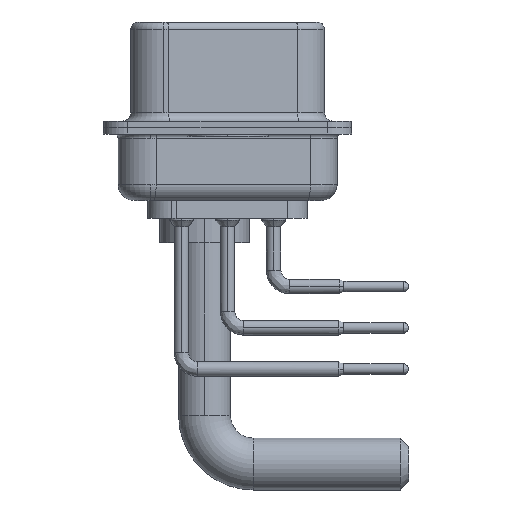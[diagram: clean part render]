
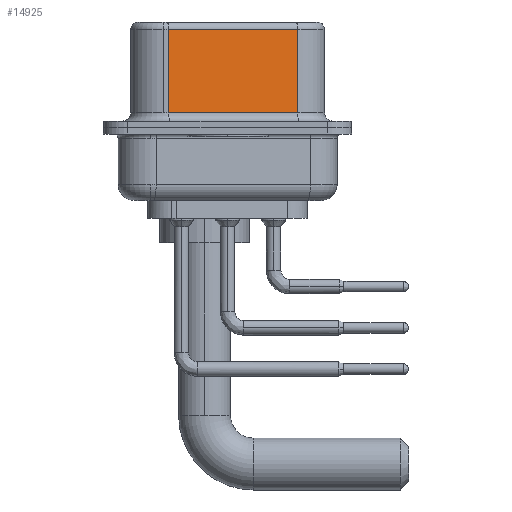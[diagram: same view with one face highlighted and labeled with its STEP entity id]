
A CAD part, left-side view. The second image highlights one B-rep face of the part: STEP entity #14925.
In plain terms, the highlighted planar face has unit normal (-0.985, -0.174, 0).
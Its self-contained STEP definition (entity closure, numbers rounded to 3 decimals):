
#91 = DIRECTION ( 'NONE',  ( -0.174, 0.985, 0. ) ) ;
#139 = VERTEX_POINT ( 'NONE', #12873 ) ;
#2169 = VERTEX_POINT ( 'NONE', #5854 ) ;
#2240 = DIRECTION ( 'NONE',  ( -0.174, 0.985, 0. ) ) ;
#2362 = PLANE ( 'NONE',  #14827 ) ;
#2537 = CARTESIAN_POINT ( 'NONE',  ( 5.132, -4.322, 6.52 ) ) ;
#2716 = FACE_OUTER_BOUND ( 'NONE', #19766, .T. ) ;
#2769 = EDGE_CURVE ( 'NONE', #2169, #16953, #26162, .T. ) ;
#5847 = CARTESIAN_POINT ( 'NONE',  ( 3.73, 3.628, 0.9 ) ) ;
#5854 = CARTESIAN_POINT ( 'NONE',  ( 5.132, -4.322, 6.02 ) ) ;
#8580 = ORIENTED_EDGE ( 'NONE', *, *, #2769, .F. ) ;
#8887 = VERTEX_POINT ( 'NONE', #5847 ) ;
#9676 = VECTOR ( 'NONE', #16406, 1000. ) ;
#10616 = EDGE_CURVE ( 'NONE', #139, #8887, #16236, .T. ) ;
#12873 = CARTESIAN_POINT ( 'NONE',  ( 3.73, 3.628, 6.02 ) ) ;
#12979 = DIRECTION ( 'NONE',  ( 0.985, 0.174, 0. ) ) ;
#14497 = LINE ( 'NONE', #19886, #28626 ) ;
#14827 = AXIS2_PLACEMENT_3D ( 'NONE', #2537, #12979, #91 ) ;
#14925 = ADVANCED_FACE ( 'NONE', ( #2716 ), #2362, .F. ) ;
#16236 = LINE ( 'NONE', #21485, #9676 ) ;
#16406 = DIRECTION ( 'NONE',  ( 0., 0., -1. ) ) ;
#16953 = VERTEX_POINT ( 'NONE', #23537 ) ;
#17871 = CARTESIAN_POINT ( 'NONE',  ( 5.132, -4.322, 6.02 ) ) ;
#18784 = VECTOR ( 'NONE', #28597, 1000. ) ;
#19766 = EDGE_LOOP ( 'NONE', ( #8580, #28047, #19912, #22816 ) ) ;
#19886 = CARTESIAN_POINT ( 'NONE',  ( 5.132, -4.322, 0.9 ) ) ;
#19912 = ORIENTED_EDGE ( 'NONE', *, *, #10616, .T. ) ;
#21485 = CARTESIAN_POINT ( 'NONE',  ( 3.73, 3.628, 6.52 ) ) ;
#22593 = EDGE_CURVE ( 'NONE', #8887, #16953, #14497, .T. ) ;
#22816 = ORIENTED_EDGE ( 'NONE', *, *, #22593, .T. ) ;
#23537 = CARTESIAN_POINT ( 'NONE',  ( 5.132, -4.322, 0.9 ) ) ;
#23873 = CARTESIAN_POINT ( 'NONE',  ( 5.132, -4.322, 6.52 ) ) ;
#26094 = LINE ( 'NONE', #17871, #32705 ) ;
#26162 = LINE ( 'NONE', #23873, #18784 ) ;
#26599 = EDGE_CURVE ( 'NONE', #2169, #139, #26094, .T. ) ;
#28047 = ORIENTED_EDGE ( 'NONE', *, *, #26599, .T. ) ;
#28597 = DIRECTION ( 'NONE',  ( 0., 0., -1. ) ) ;
#28626 = VECTOR ( 'NONE', #30535, 1000. ) ;
#30535 = DIRECTION ( 'NONE',  ( 0.174, -0.985, 0. ) ) ;
#32705 = VECTOR ( 'NONE', #2240, 1000. ) ;
